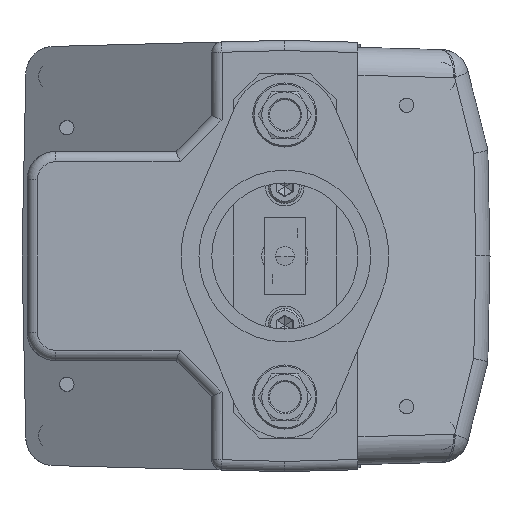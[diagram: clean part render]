
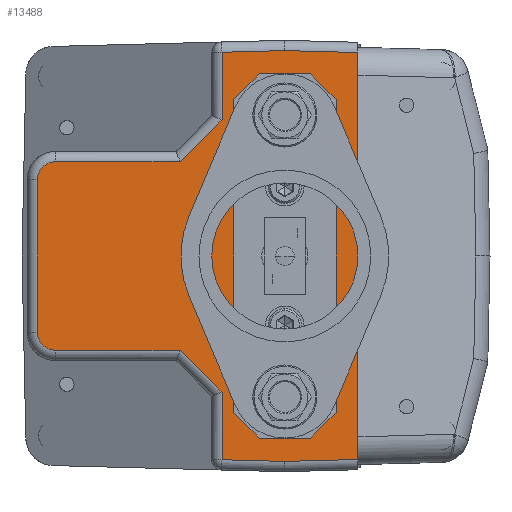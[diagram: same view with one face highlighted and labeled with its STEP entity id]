
A CAD part, front view. The second image highlights one B-rep face of the part: STEP entity #13488.
In plain terms, the highlighted planar face has unit normal (0, -1, 0).
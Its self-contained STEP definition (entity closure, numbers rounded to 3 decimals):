
#1=DIRECTION('',(0.,0.,-1.));
#2=VECTOR('',#1,26.395);
#3=CARTESIAN_POINT('',(-24.5,-170.,-53.062));
#4=LINE('',#3,#2);
#5=DIRECTION('',(0.707,0.,-0.707));
#6=VECTOR('',#5,23.069);
#7=CARTESIAN_POINT('',(-40.812,-170.,-36.75));
#8=LINE('',#7,#6);
#9=DIRECTION('',(1.,0.,0.));
#10=VECTOR('',#9,48.688);
#11=CARTESIAN_POINT('',(-89.5,-170.,-36.75));
#12=LINE('',#11,#10);
#13=CARTESIAN_POINT('',(-89.5,-170.,-29.75));
#14=DIRECTION('',(0.,-1.,0.));
#15=DIRECTION('',(-1.,0.,0.));
#16=AXIS2_PLACEMENT_3D('',#13,#14,#15);
#18=DIRECTION('',(0.,0.,-1.));
#19=VECTOR('',#18,59.5);
#20=CARTESIAN_POINT('',(-96.5,-170.,29.75));
#21=LINE('',#20,#19);
#22=CARTESIAN_POINT('',(-89.5,-170.,29.75));
#23=DIRECTION('',(0.,-1.,0.));
#24=DIRECTION('',(0.,0.,1.));
#25=AXIS2_PLACEMENT_3D('',#22,#23,#24);
#27=DIRECTION('',(-1.,0.,0.));
#28=VECTOR('',#27,48.688);
#29=CARTESIAN_POINT('',(-40.812,-170.,36.75));
#30=LINE('',#29,#28);
#31=DIRECTION('',(-0.707,0.,-0.707));
#32=VECTOR('',#31,23.069);
#33=CARTESIAN_POINT('',(-24.5,-170.,53.062));
#34=LINE('',#33,#32);
#35=DIRECTION('',(0.,0.,-1.));
#36=VECTOR('',#35,26.395);
#37=CARTESIAN_POINT('',(-24.5,-170.,79.457));
#38=LINE('',#37,#36);
#39=DIRECTION('',(-1.,0.,-0.026));
#40=VECTOR('',#39,24.508);
#41=CARTESIAN_POINT('',(0.,-170.,80.099));
#42=LINE('',#41,#40);
#43=DIRECTION('',(-1.,0.,0.026));
#44=VECTOR('',#43,28.51);
#45=CARTESIAN_POINT('',(28.5,-170.,79.352));
#46=LINE('',#45,#44);
#47=DIRECTION('',(0.,0.,1.));
#48=VECTOR('',#47,158.705);
#49=CARTESIAN_POINT('',(28.5,-170.,-79.352));
#50=LINE('',#49,#48);
#51=DIRECTION('',(1.,0.,0.026));
#52=VECTOR('',#51,28.51);
#53=CARTESIAN_POINT('',(0.,-170.,-80.099));
#54=LINE('',#53,#52);
#55=DIRECTION('',(1.,0.,-0.026));
#56=VECTOR('',#55,24.508);
#57=CARTESIAN_POINT('',(-24.5,-170.,-79.457));
#58=LINE('',#57,#56);
#59=CARTESIAN_POINT('',(0.,-170.,27.));
#60=DIRECTION('',(0.,-1.,0.));
#61=DIRECTION('',(-1.,0.,0.));
#62=AXIS2_PLACEMENT_3D('',#59,#60,#61);
#64=CARTESIAN_POINT('',(0.,-170.,27.));
#65=DIRECTION('',(0.,-1.,0.));
#66=DIRECTION('',(1.,0.,0.));
#67=AXIS2_PLACEMENT_3D('',#64,#65,#66);
#69=CARTESIAN_POINT('',(0.,-170.,-27.));
#70=DIRECTION('',(0.,1.,0.));
#71=DIRECTION('',(-1.,0.,0.));
#72=AXIS2_PLACEMENT_3D('',#69,#70,#71);
#74=CARTESIAN_POINT('',(0.,-170.,-27.));
#75=DIRECTION('',(0.,1.,0.));
#76=DIRECTION('',(1.,0.,0.));
#77=AXIS2_PLACEMENT_3D('',#74,#75,#76);
#79=CARTESIAN_POINT('',(0.,-170.,-55.));
#80=DIRECTION('',(0.,-1.,0.));
#81=DIRECTION('',(-1.,0.,0.));
#82=AXIS2_PLACEMENT_3D('',#79,#80,#81);
#84=CARTESIAN_POINT('',(0.,-170.,-55.));
#85=DIRECTION('',(0.,-1.,0.));
#86=DIRECTION('',(1.,0.,0.));
#87=AXIS2_PLACEMENT_3D('',#84,#85,#86);
#89=CARTESIAN_POINT('',(0.,-170.,55.));
#90=DIRECTION('',(0.,-1.,0.));
#91=DIRECTION('',(-1.,0.,0.));
#92=AXIS2_PLACEMENT_3D('',#89,#90,#91);
#94=CARTESIAN_POINT('',(0.,-170.,55.));
#95=DIRECTION('',(0.,-1.,0.));
#96=DIRECTION('',(1.,0.,0.));
#97=AXIS2_PLACEMENT_3D('',#94,#95,#96);
#145=CARTESIAN_POINT('',(28.5,-170.,-79.352));
#163=CARTESIAN_POINT('',(28.5,-170.,79.352));
#11579=CARTESIAN_POINT('',(-6.25,-170.,27.));
#11580=CARTESIAN_POINT('',(6.25,-170.,27.));
#11581=VERTEX_POINT('',#11579);
#11582=VERTEX_POINT('',#11580);
#11587=CARTESIAN_POINT('',(-6.25,-170.,-27.));
#11588=CARTESIAN_POINT('',(6.25,-170.,-27.));
#11589=VERTEX_POINT('',#11587);
#11590=VERTEX_POINT('',#11588);
#11931=VERTEX_POINT('',#145);
#11935=CARTESIAN_POINT('',(0.,-170.,-80.099));
#11936=VERTEX_POINT('',#11935);
#11938=VERTEX_POINT('',#163);
#11939=CARTESIAN_POINT('',(0.,-170.,80.099));
#11940=VERTEX_POINT('',#11939);
#11951=CARTESIAN_POINT('',(-24.5,-170.,-79.457));
#11952=VERTEX_POINT('',#11951);
#11953=CARTESIAN_POINT('',(-24.5,-170.,-53.062));
#11954=VERTEX_POINT('',#11953);
#11957=CARTESIAN_POINT('',(-40.812,-170.,-36.75));
#11958=VERTEX_POINT('',#11957);
#11969=CARTESIAN_POINT('',(-24.5,-170.,79.457));
#11970=VERTEX_POINT('',#11969);
#11973=CARTESIAN_POINT('',(-24.5,-170.,53.062));
#11974=VERTEX_POINT('',#11973);
#11977=CARTESIAN_POINT('',(-40.812,-170.,36.75));
#11978=VERTEX_POINT('',#11977);
#11981=CARTESIAN_POINT('',(-89.5,-170.,-36.75));
#11982=VERTEX_POINT('',#11981);
#11983=CARTESIAN_POINT('',(-96.5,-170.,-29.75));
#11984=VERTEX_POINT('',#11983);
#11987=CARTESIAN_POINT('',(-96.5,-170.,29.75));
#11988=VERTEX_POINT('',#11987);
#11991=CARTESIAN_POINT('',(-89.5,-170.,36.75));
#11992=VERTEX_POINT('',#11991);
#12705=CARTESIAN_POINT('',(-15.,-170.,-55.));
#12706=CARTESIAN_POINT('',(15.,-170.,-55.));
#12707=VERTEX_POINT('',#12705);
#12708=VERTEX_POINT('',#12706);
#12713=CARTESIAN_POINT('',(-15.,-170.,55.));
#12714=CARTESIAN_POINT('',(15.,-170.,55.));
#12715=VERTEX_POINT('',#12713);
#12716=VERTEX_POINT('',#12714);
#13429=CARTESIAN_POINT('',(0.,-170.,0.));
#13430=DIRECTION('',(0.,-1.,0.));
#13431=DIRECTION('',(0.,0.,1.));
#13432=AXIS2_PLACEMENT_3D('',#13429,#13430,#13431);
#13433=PLANE('',#13432);
#13435=ORIENTED_EDGE('',*,*,#13434,.F.);
#13437=ORIENTED_EDGE('',*,*,#13436,.F.);
#13439=ORIENTED_EDGE('',*,*,#13438,.F.);
#13441=ORIENTED_EDGE('',*,*,#13440,.F.);
#13443=ORIENTED_EDGE('',*,*,#13442,.F.);
#13445=ORIENTED_EDGE('',*,*,#13444,.F.);
#13447=ORIENTED_EDGE('',*,*,#13446,.F.);
#13449=ORIENTED_EDGE('',*,*,#13448,.F.);
#13451=ORIENTED_EDGE('',*,*,#13450,.F.);
#13453=ORIENTED_EDGE('',*,*,#13452,.F.);
#13455=ORIENTED_EDGE('',*,*,#13454,.F.);
#13457=ORIENTED_EDGE('',*,*,#13456,.F.);
#13459=ORIENTED_EDGE('',*,*,#13458,.F.);
#13461=ORIENTED_EDGE('',*,*,#13460,.F.);
#13462=EDGE_LOOP('',(#13435,#13437,#13439,#13441,#13443,#13445,#13447,#13449,
#13451,#13453,#13455,#13457,#13459,#13461));
#13463=FACE_OUTER_BOUND('',#13462,.F.);
#13465=ORIENTED_EDGE('',*,*,#13464,.T.);
#13467=ORIENTED_EDGE('',*,*,#13466,.T.);
#13468=EDGE_LOOP('',(#13465,#13467));
#13469=FACE_BOUND('',#13468,.F.);
#13471=ORIENTED_EDGE('',*,*,#13470,.F.);
#13473=ORIENTED_EDGE('',*,*,#13472,.F.);
#13474=EDGE_LOOP('',(#13471,#13473));
#13475=FACE_BOUND('',#13474,.F.);
#13477=ORIENTED_EDGE('',*,*,#13476,.T.);
#13479=ORIENTED_EDGE('',*,*,#13478,.T.);
#13480=EDGE_LOOP('',(#13477,#13479));
#13481=FACE_BOUND('',#13480,.F.);
#13483=ORIENTED_EDGE('',*,*,#13482,.T.);
#13485=ORIENTED_EDGE('',*,*,#13484,.T.);
#13486=EDGE_LOOP('',(#13483,#13485));
#13487=FACE_BOUND('',#13486,.F.);
#13488=ADVANCED_FACE('',(#13463,#13469,#13475,#13481,#13487),#13433,.T.);
#17=CIRCLE('',#16,7.);
#26=CIRCLE('',#25,7.);
#63=CIRCLE('',#62,6.25);
#68=CIRCLE('',#67,6.25);
#73=CIRCLE('',#72,6.25);
#78=CIRCLE('',#77,6.25);
#83=CIRCLE('',#82,15.);
#88=CIRCLE('',#87,15.);
#93=CIRCLE('',#92,15.);
#98=CIRCLE('',#97,15.);
#13434=EDGE_CURVE('',#11954,#11952,#4,.T.);
#13436=EDGE_CURVE('',#11958,#11954,#8,.T.);
#13438=EDGE_CURVE('',#11982,#11958,#12,.T.);
#13440=EDGE_CURVE('',#11984,#11982,#17,.T.);
#13442=EDGE_CURVE('',#11988,#11984,#21,.T.);
#13444=EDGE_CURVE('',#11992,#11988,#26,.T.);
#13446=EDGE_CURVE('',#11978,#11992,#30,.T.);
#13448=EDGE_CURVE('',#11974,#11978,#34,.T.);
#13450=EDGE_CURVE('',#11970,#11974,#38,.T.);
#13452=EDGE_CURVE('',#11940,#11970,#42,.T.);
#13454=EDGE_CURVE('',#11938,#11940,#46,.T.);
#13456=EDGE_CURVE('',#11931,#11938,#50,.T.);
#13458=EDGE_CURVE('',#11936,#11931,#54,.T.);
#13460=EDGE_CURVE('',#11952,#11936,#58,.T.);
#13464=EDGE_CURVE('',#11581,#11582,#63,.T.);
#13466=EDGE_CURVE('',#11582,#11581,#68,.T.);
#13470=EDGE_CURVE('',#11589,#11590,#73,.T.);
#13472=EDGE_CURVE('',#11590,#11589,#78,.T.);
#13476=EDGE_CURVE('',#12707,#12708,#83,.T.);
#13478=EDGE_CURVE('',#12708,#12707,#88,.T.);
#13482=EDGE_CURVE('',#12715,#12716,#93,.T.);
#13484=EDGE_CURVE('',#12716,#12715,#98,.T.);
